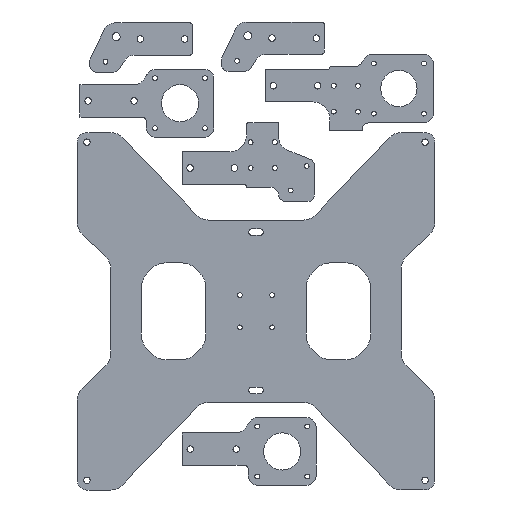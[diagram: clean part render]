
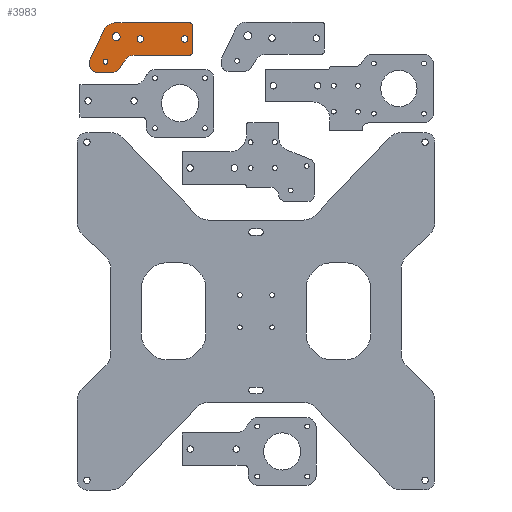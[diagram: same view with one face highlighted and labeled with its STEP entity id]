
A CAD part, front view. The second image highlights one B-rep face of the part: STEP entity #3983.
In plain terms, the highlighted face is planar.
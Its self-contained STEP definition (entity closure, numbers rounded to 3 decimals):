
#59=FACE_BOUND('',#717,.T.);
#60=FACE_BOUND('',#718,.T.);
#61=FACE_BOUND('',#719,.T.);
#62=FACE_BOUND('',#720,.T.);
#144=CIRCLE('',#4238,2.);
#146=CIRCLE('',#4242,7.513);
#148=CIRCLE('',#4246,5.6);
#150=CIRCLE('',#4250,4.068);
#152=CIRCLE('',#4254,5.272);
#154=CIRCLE('',#4258,6.799);
#155=CIRCLE('',#4261,2.5);
#157=CIRCLE('',#4264,2.);
#159=CIRCLE('',#4267,2.);
#162=CIRCLE('',#4271,2.);
#163=CIRCLE('',#4273,1.5);
#509=FACE_OUTER_BOUND('',#716,.T.);
#716=EDGE_LOOP('',(#2764,#2765,#2766,#2767,#2768,#2769,#2770,#2771,#2772,
#2773,#2774,#2775,#2776,#2777));
#717=EDGE_LOOP('',(#2778));
#718=EDGE_LOOP('',(#2779));
#719=EDGE_LOOP('',(#2780));
#720=EDGE_LOOP('',(#2781));
#991=LINE('',#5957,#1350);
#996=LINE('',#5970,#1355);
#1000=LINE('',#5982,#1359);
#1004=LINE('',#5994,#1363);
#1008=LINE('',#6006,#1367);
#1012=LINE('',#6018,#1371);
#1016=LINE('',#6030,#1375);
#1350=VECTOR('',#4693,1.);
#1355=VECTOR('',#4706,1.);
#1359=VECTOR('',#4718,1.);
#1363=VECTOR('',#4730,1.);
#1367=VECTOR('',#4742,1.);
#1371=VECTOR('',#4754,1.);
#1375=VECTOR('',#4766,1.);
#1709=VERTEX_POINT('',#5954);
#1710=VERTEX_POINT('',#5956);
#1712=VERTEX_POINT('',#5962);
#1714=VERTEX_POINT('',#5968);
#1716=VERTEX_POINT('',#5974);
#1718=VERTEX_POINT('',#5980);
#1720=VERTEX_POINT('',#5986);
#1722=VERTEX_POINT('',#5992);
#1724=VERTEX_POINT('',#5998);
#1726=VERTEX_POINT('',#6004);
#1728=VERTEX_POINT('',#6010);
#1730=VERTEX_POINT('',#6016);
#1732=VERTEX_POINT('',#6022);
#1734=VERTEX_POINT('',#6028);
#1735=VERTEX_POINT('',#6032);
#1737=VERTEX_POINT('',#6038);
#1739=VERTEX_POINT('',#6044);
#1741=VERTEX_POINT('',#6053);
#2103=EDGE_CURVE('',#1710,#1709,#991,.T.);
#2107=EDGE_CURVE('',#1709,#1712,#144,.T.);
#2110=EDGE_CURVE('',#1712,#1714,#996,.T.);
#2113=EDGE_CURVE('',#1714,#1716,#146,.T.);
#2116=EDGE_CURVE('',#1716,#1718,#1000,.T.);
#2119=EDGE_CURVE('',#1718,#1720,#148,.T.);
#2122=EDGE_CURVE('',#1720,#1722,#1004,.T.);
#2125=EDGE_CURVE('',#1722,#1724,#150,.T.);
#2128=EDGE_CURVE('',#1724,#1726,#1008,.T.);
#2131=EDGE_CURVE('',#1726,#1728,#152,.T.);
#2134=EDGE_CURVE('',#1728,#1730,#1012,.T.);
#2137=EDGE_CURVE('',#1730,#1732,#154,.T.);
#2140=EDGE_CURVE('',#1732,#1734,#1016,.T.);
#2141=EDGE_CURVE('',#1735,#1735,#155,.T.);
#2144=EDGE_CURVE('',#1737,#1737,#157,.T.);
#2147=EDGE_CURVE('',#1739,#1739,#159,.T.);
#2151=EDGE_CURVE('',#1734,#1710,#162,.T.);
#2152=EDGE_CURVE('',#1741,#1741,#163,.T.);
#2764=ORIENTED_EDGE('',*,*,#2103,.T.);
#2765=ORIENTED_EDGE('',*,*,#2107,.T.);
#2766=ORIENTED_EDGE('',*,*,#2110,.T.);
#2767=ORIENTED_EDGE('',*,*,#2113,.T.);
#2768=ORIENTED_EDGE('',*,*,#2116,.T.);
#2769=ORIENTED_EDGE('',*,*,#2119,.T.);
#2770=ORIENTED_EDGE('',*,*,#2122,.T.);
#2771=ORIENTED_EDGE('',*,*,#2125,.T.);
#2772=ORIENTED_EDGE('',*,*,#2128,.T.);
#2773=ORIENTED_EDGE('',*,*,#2131,.T.);
#2774=ORIENTED_EDGE('',*,*,#2134,.T.);
#2775=ORIENTED_EDGE('',*,*,#2137,.T.);
#2776=ORIENTED_EDGE('',*,*,#2140,.T.);
#2777=ORIENTED_EDGE('',*,*,#2151,.T.);
#2778=ORIENTED_EDGE('',*,*,#2147,.F.);
#2779=ORIENTED_EDGE('',*,*,#2144,.F.);
#2780=ORIENTED_EDGE('',*,*,#2141,.F.);
#2781=ORIENTED_EDGE('',*,*,#2152,.F.);
#3881=PLANE('',#4275);
#3983=ADVANCED_FACE('',(#509,#59,#60,#61,#62),#3881,.T.);
#4238=AXIS2_PLACEMENT_3D('',#5964,#4700,#4701);
#4242=AXIS2_PLACEMENT_3D('',#5976,#4712,#4713);
#4246=AXIS2_PLACEMENT_3D('',#5988,#4724,#4725);
#4250=AXIS2_PLACEMENT_3D('',#6000,#4736,#4737);
#4254=AXIS2_PLACEMENT_3D('',#6012,#4748,#4749);
#4258=AXIS2_PLACEMENT_3D('',#6024,#4760,#4761);
#4261=AXIS2_PLACEMENT_3D('',#6033,#4769,#4770);
#4264=AXIS2_PLACEMENT_3D('',#6039,#4776,#4777);
#4267=AXIS2_PLACEMENT_3D('',#6045,#4783,#4784);
#4271=AXIS2_PLACEMENT_3D('',#6051,#4792,#4793);
#4273=AXIS2_PLACEMENT_3D('',#6054,#4796,#4797);
#4275=AXIS2_PLACEMENT_3D('',#6058,#4801,#4802);
#4693=DIRECTION('',(0.,0.,-1.));
#4700=DIRECTION('center_axis',(1.,0.,0.));
#4701=DIRECTION('ref_axis',(0.,1.,0.));
#4706=DIRECTION('',(0.,1.,0.));
#4712=DIRECTION('center_axis',(1.,0.,0.));
#4713=DIRECTION('ref_axis',(0.,1.,0.));
#4718=DIRECTION('',(0.,0.431,0.902));
#4724=DIRECTION('center_axis',(1.,0.,0.));
#4725=DIRECTION('ref_axis',(0.,1.,0.));
#4730=DIRECTION('',(0.,0.,1.));
#4736=DIRECTION('center_axis',(1.,0.,0.));
#4737=DIRECTION('ref_axis',(0.,1.,0.));
#4742=DIRECTION('',(0.,-1.,0.));
#4748=DIRECTION('center_axis',(1.,0.,0.));
#4749=DIRECTION('ref_axis',(0.,1.,0.));
#4754=DIRECTION('',(0.,-0.552,-0.834));
#4760=DIRECTION('center_axis',(-1.,0.,0.));
#4761=DIRECTION('ref_axis',(0.,1.,0.));
#4766=DIRECTION('',(0.,-1.,0.));
#4769=DIRECTION('center_axis',(1.,0.,0.));
#4770=DIRECTION('ref_axis',(0.,1.,0.));
#4776=DIRECTION('center_axis',(1.,0.,0.));
#4777=DIRECTION('ref_axis',(0.,1.,0.));
#4783=DIRECTION('center_axis',(1.,0.,0.));
#4784=DIRECTION('ref_axis',(0.,1.,0.));
#4792=DIRECTION('center_axis',(1.,0.,0.));
#4793=DIRECTION('ref_axis',(0.,1.,0.));
#4796=DIRECTION('center_axis',(1.,0.,0.));
#4797=DIRECTION('ref_axis',(0.,1.,0.));
#4801=DIRECTION('center_axis',(1.,0.,0.));
#4802=DIRECTION('ref_axis',(0.,0.,-1.));
#5954=CARTESIAN_POINT('',(23.779,90.65,41.904));
#5956=CARTESIAN_POINT('',(23.779,90.65,57.904));
#5957=CARTESIAN_POINT('',(23.779,90.65,57.904));
#5962=CARTESIAN_POINT('',(23.779,92.65,39.904));
#5964=CARTESIAN_POINT('Origin',(23.779,92.65,41.904));
#5968=CARTESIAN_POINT('',(23.779,138.901,39.904));
#5970=CARTESIAN_POINT('',(23.779,92.65,39.904));
#5974=CARTESIAN_POINT('',(23.779,145.68,44.179));
#5976=CARTESIAN_POINT('Origin',(23.779,138.901,47.416));
#5980=CARTESIAN_POINT('',(23.779,153.903,61.399));
#5982=CARTESIAN_POINT('',(23.779,145.68,44.179));
#5986=CARTESIAN_POINT('',(23.779,154.449,63.812));
#5988=CARTESIAN_POINT('Origin',(23.779,148.849,63.812));
#5992=CARTESIAN_POINT('',(23.779,154.449,66.378));
#5994=CARTESIAN_POINT('',(23.779,154.449,63.812));
#5998=CARTESIAN_POINT('',(23.779,150.381,70.447));
#6000=CARTESIAN_POINT('Origin',(23.779,150.381,66.378));
#6004=CARTESIAN_POINT('',(23.779,140.467,70.447));
#6006=CARTESIAN_POINT('',(23.779,150.381,70.447));
#6010=CARTESIAN_POINT('',(23.779,136.073,68.087));
#6012=CARTESIAN_POINT('Origin',(23.779,140.467,65.175));
#6016=CARTESIAN_POINT('',(23.779,132.667,62.947));
#6018=CARTESIAN_POINT('',(23.779,136.073,68.087));
#6022=CARTESIAN_POINT('',(23.779,126.999,59.904));
#6024=CARTESIAN_POINT('Origin',(23.779,126.999,66.703));
#6028=CARTESIAN_POINT('',(23.779,92.65,59.904));
#6030=CARTESIAN_POINT('',(23.779,126.999,59.904));
#6032=CARTESIAN_POINT('',(23.779,138.166,46.));
#6033=CARTESIAN_POINT('Origin',(23.779,138.166,48.5));
#6038=CARTESIAN_POINT('',(23.779,123.15,47.904));
#6039=CARTESIAN_POINT('Origin',(23.779,123.15,49.904));
#6044=CARTESIAN_POINT('',(23.779,95.65,47.904));
#6045=CARTESIAN_POINT('Origin',(23.779,95.65,49.904));
#6051=CARTESIAN_POINT('Origin',(23.779,92.65,57.904));
#6053=CARTESIAN_POINT('',(23.779,144.771,62.5));
#6054=CARTESIAN_POINT('Origin',(23.779,144.771,64.));
#6058=CARTESIAN_POINT('Origin',(23.779,92.65,41.904));
